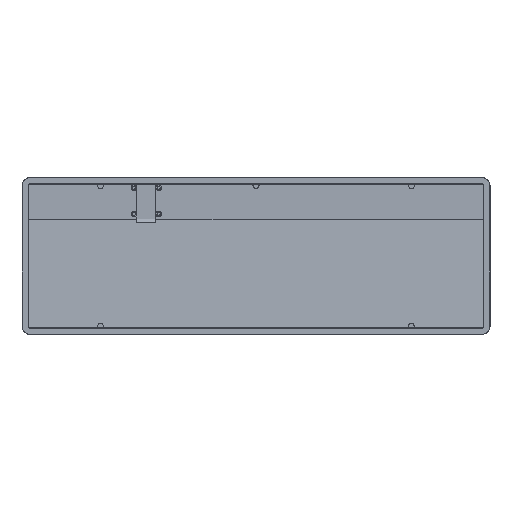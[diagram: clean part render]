
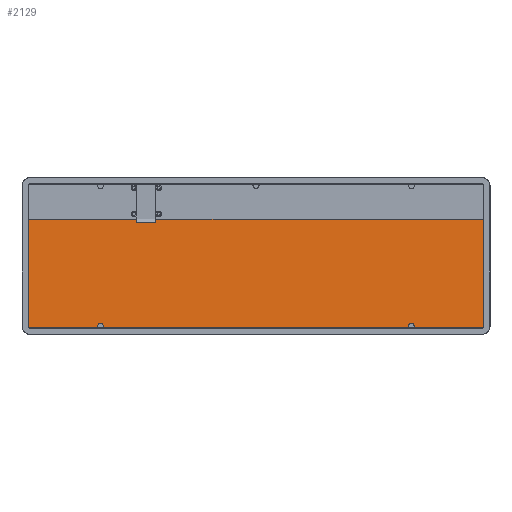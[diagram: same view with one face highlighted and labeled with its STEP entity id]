
A CAD part, top view. The second image highlights one B-rep face of the part: STEP entity #2129.
In plain terms, the highlighted planar face has unit normal (0, 0.057, 0.998).
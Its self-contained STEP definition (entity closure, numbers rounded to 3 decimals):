
#97=ELLIPSE('',#2281,0.751,0.75);
#98=ELLIPSE('',#2284,0.751,0.75);
#103=ELLIPSE('',#2344,1.002,1.);
#104=ELLIPSE('',#2345,1.402,1.4);
#105=ELLIPSE('',#2346,1.002,1.);
#106=ELLIPSE('',#2347,1.002,1.);
#107=ELLIPSE('',#2348,1.402,1.4);
#108=ELLIPSE('',#2349,1.002,1.);
#124=LINE('',#3226,#310);
#133=LINE('',#3244,#319);
#135=LINE('',#3250,#321);
#155=LINE('',#3319,#341);
#165=LINE('',#3371,#351);
#217=LINE('',#3644,#403);
#218=LINE('',#3652,#404);
#219=LINE('',#3659,#405);
#220=LINE('',#3660,#406);
#221=LINE('',#3661,#407);
#310=VECTOR('',#2535,10.);
#319=VECTOR('',#2548,10.);
#321=VECTOR('',#2552,10.);
#341=VECTOR('',#2608,10.);
#351=VECTOR('',#2668,10.);
#403=VECTOR('',#2850,10.);
#404=VECTOR('',#2857,10.);
#405=VECTOR('',#2864,10.);
#406=VECTOR('',#2865,10.);
#407=VECTOR('',#2866,10.);
#542=FACE_OUTER_BOUND('',#677,.T.);
#677=EDGE_LOOP('',(#1693,#1694,#1695,#1696,#1697,#1698,#1699,#1700,#1701,
#1702,#1703,#1704,#1705,#1706,#1707,#1708,#1709,#1710));
#888=VERTEX_POINT('',#3219);
#891=VERTEX_POINT('',#3224);
#898=VERTEX_POINT('',#3242);
#900=VERTEX_POINT('',#3247);
#901=VERTEX_POINT('',#3249);
#932=VERTEX_POINT('',#3317);
#949=VERTEX_POINT('',#3369);
#951=VERTEX_POINT('',#3376);
#961=VERTEX_POINT('',#3400);
#962=VERTEX_POINT('',#3402);
#1005=VERTEX_POINT('',#3643);
#1006=VERTEX_POINT('',#3645);
#1007=VERTEX_POINT('',#3647);
#1008=VERTEX_POINT('',#3649);
#1009=VERTEX_POINT('',#3651);
#1010=VERTEX_POINT('',#3653);
#1011=VERTEX_POINT('',#3655);
#1012=VERTEX_POINT('',#3657);
#1097=EDGE_CURVE('',#891,#888,#124,.T.);
#1106=EDGE_CURVE('',#891,#898,#133,.T.);
#1108=EDGE_CURVE('',#900,#901,#135,.T.);
#1145=EDGE_CURVE('',#932,#898,#155,.T.);
#1171=EDGE_CURVE('',#932,#949,#165,.T.);
#1175=EDGE_CURVE('',#949,#951,#97,.T.);
#1187=EDGE_CURVE('',#962,#961,#98,.T.);
#1261=EDGE_CURVE('',#1005,#951,#217,.T.);
#1262=EDGE_CURVE('',#1006,#1005,#103,.T.);
#1263=EDGE_CURVE('',#1007,#1006,#104,.T.);
#1264=EDGE_CURVE('',#1008,#1007,#105,.T.);
#1265=EDGE_CURVE('',#1009,#1008,#218,.T.);
#1266=EDGE_CURVE('',#1010,#1009,#106,.T.);
#1267=EDGE_CURVE('',#1011,#1010,#107,.T.);
#1268=EDGE_CURVE('',#1012,#1011,#108,.T.);
#1269=EDGE_CURVE('',#962,#1012,#219,.T.);
#1270=EDGE_CURVE('',#961,#901,#220,.T.);
#1271=EDGE_CURVE('',#900,#888,#221,.T.);
#1693=ORIENTED_EDGE('',*,*,#1106,.T.);
#1694=ORIENTED_EDGE('',*,*,#1145,.F.);
#1695=ORIENTED_EDGE('',*,*,#1171,.T.);
#1696=ORIENTED_EDGE('',*,*,#1175,.T.);
#1697=ORIENTED_EDGE('',*,*,#1261,.F.);
#1698=ORIENTED_EDGE('',*,*,#1262,.F.);
#1699=ORIENTED_EDGE('',*,*,#1263,.F.);
#1700=ORIENTED_EDGE('',*,*,#1264,.F.);
#1701=ORIENTED_EDGE('',*,*,#1265,.F.);
#1702=ORIENTED_EDGE('',*,*,#1266,.F.);
#1703=ORIENTED_EDGE('',*,*,#1267,.F.);
#1704=ORIENTED_EDGE('',*,*,#1268,.F.);
#1705=ORIENTED_EDGE('',*,*,#1269,.F.);
#1706=ORIENTED_EDGE('',*,*,#1187,.T.);
#1707=ORIENTED_EDGE('',*,*,#1270,.T.);
#1708=ORIENTED_EDGE('',*,*,#1108,.F.);
#1709=ORIENTED_EDGE('',*,*,#1271,.T.);
#1710=ORIENTED_EDGE('',*,*,#1097,.F.);
#2032=PLANE('',#2343);
#2129=ADVANCED_FACE('',(#542),#2032,.T.);
#2281=AXIS2_PLACEMENT_3D('',#3378,#2675,#2676);
#2284=AXIS2_PLACEMENT_3D('',#3403,#2692,#2693);
#2343=AXIS2_PLACEMENT_3D('',#3642,#2848,#2849);
#2344=AXIS2_PLACEMENT_3D('',#3646,#2851,#2852);
#2345=AXIS2_PLACEMENT_3D('',#3648,#2853,#2854);
#2346=AXIS2_PLACEMENT_3D('',#3650,#2855,#2856);
#2347=AXIS2_PLACEMENT_3D('',#3654,#2858,#2859);
#2348=AXIS2_PLACEMENT_3D('',#3656,#2860,#2861);
#2349=AXIS2_PLACEMENT_3D('',#3658,#2862,#2863);
#2535=DIRECTION('',(1.,0.,0.));
#2548=DIRECTION('',(0.,0.998,-0.057));
#2552=DIRECTION('',(1.,0.,0.));
#2608=DIRECTION('',(1.,0.,0.));
#2668=DIRECTION('',(0.,-0.998,0.057));
#2675=DIRECTION('center_axis',(0.,0.057,0.998));
#2676=DIRECTION('ref_axis',(0.,-0.998,0.057));
#2692=DIRECTION('center_axis',(0.,0.057,0.998));
#2693=DIRECTION('ref_axis',(0.,-0.998,0.057));
#2848=DIRECTION('center_axis',(0.,0.057,0.998));
#2849=DIRECTION('ref_axis',(0.,0.998,-0.057));
#2850=DIRECTION('',(-1.,0.,0.));
#2851=DIRECTION('center_axis',(0.,-0.057,-0.998));
#2852=DIRECTION('ref_axis',(0.,0.998,-0.057));
#2853=DIRECTION('center_axis',(0.,0.057,0.998));
#2854=DIRECTION('ref_axis',(0.,-0.998,0.057));
#2855=DIRECTION('center_axis',(0.,-0.057,-0.998));
#2856=DIRECTION('ref_axis',(0.,0.998,-0.057));
#2857=DIRECTION('',(-1.,0.,0.));
#2858=DIRECTION('center_axis',(0.,-0.057,-0.998));
#2859=DIRECTION('ref_axis',(0.,0.998,-0.057));
#2860=DIRECTION('center_axis',(0.,0.057,0.998));
#2861=DIRECTION('ref_axis',(0.,-0.998,0.057));
#2862=DIRECTION('center_axis',(0.,-0.057,-0.998));
#2863=DIRECTION('ref_axis',(0.,0.998,-0.057));
#2864=DIRECTION('',(-1.,0.,0.));
#2865=DIRECTION('',(0.,0.998,-0.057));
#2866=DIRECTION('',(0.,-0.998,0.057));
#3219=CARTESIAN_POINT('',(96.293,-48.496,-6.153));
#3224=CARTESIAN_POINT('',(86.,-48.496,-6.153));
#3226=CARTESIAN_POINT('',(181.392,-48.496,-6.153));
#3242=CARTESIAN_POINT('',(86.,-46.799,-6.25));
#3244=CARTESIAN_POINT('',(86.,-75.247,-4.619));
#3247=CARTESIAN_POINT('',(96.293,-46.799,-6.25));
#3249=CARTESIAN_POINT('',(271.838,-46.799,-6.25));
#3250=CARTESIAN_POINT('',(210.791,-46.799,-6.25));
#3317=CARTESIAN_POINT('',(28.05,-46.799,-6.25));
#3319=CARTESIAN_POINT('',(210.791,-46.799,-6.25));
#3369=CARTESIAN_POINT('',(28.05,-104.4,-2.949));
#3371=CARTESIAN_POINT('',(28.05,-104.794,-2.926));
#3376=CARTESIAN_POINT('',(28.29,-104.95,-2.917));
#3378=CARTESIAN_POINT('Origin',(28.8,-104.4,-2.949));
#3400=CARTESIAN_POINT('',(271.838,-104.4,-2.949));
#3402=CARTESIAN_POINT('',(271.597,-104.95,-2.917));
#3403=CARTESIAN_POINT('Origin',(271.088,-104.4,-2.949));
#3642=CARTESIAN_POINT('Origin',(271.638,-104.95,-2.917));
#3643=CARTESIAN_POINT('',(64.206,-104.95,-2.917));
#3644=CARTESIAN_POINT('',(256.013,-104.95,-2.917));
#3645=CARTESIAN_POINT('',(65.204,-104.012,-2.971));
#3646=CARTESIAN_POINT('Origin',(64.206,-103.95,-2.974));
#3647=CARTESIAN_POINT('',(67.999,-104.012,-2.971));
#3648=CARTESIAN_POINT('Origin',(66.601,-104.099,-2.966));
#3649=CARTESIAN_POINT('',(68.997,-104.95,-2.917));
#3650=CARTESIAN_POINT('Origin',(68.997,-103.95,-2.974));
#3651=CARTESIAN_POINT('',(230.856,-104.95,-2.917));
#3652=CARTESIAN_POINT('',(256.013,-104.95,-2.917));
#3653=CARTESIAN_POINT('',(231.854,-104.012,-2.971));
#3654=CARTESIAN_POINT('Origin',(230.856,-103.95,-2.974));
#3655=CARTESIAN_POINT('',(234.649,-104.012,-2.971));
#3656=CARTESIAN_POINT('Origin',(233.251,-104.099,-2.966));
#3657=CARTESIAN_POINT('',(235.647,-104.95,-2.917));
#3658=CARTESIAN_POINT('Origin',(235.647,-103.95,-2.974));
#3659=CARTESIAN_POINT('',(271.513,-104.95,-2.917));
#3660=CARTESIAN_POINT('',(271.838,-66.819,-5.103));
#3661=CARTESIAN_POINT('',(96.293,-75.175,-4.624));
